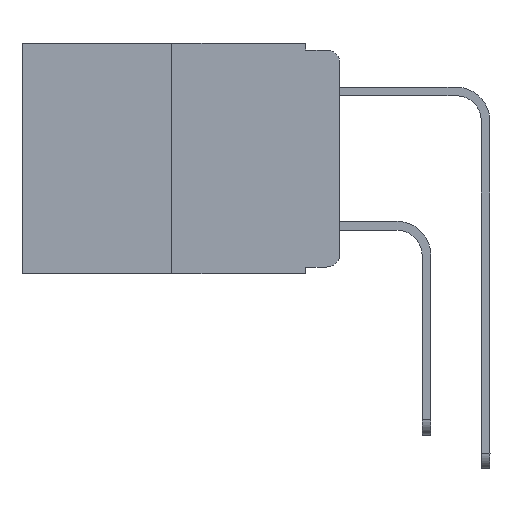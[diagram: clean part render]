
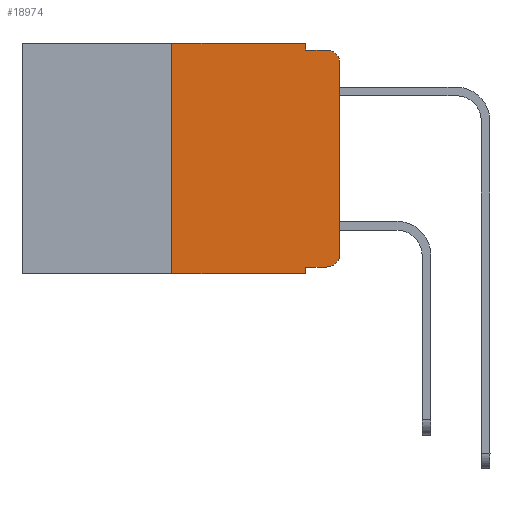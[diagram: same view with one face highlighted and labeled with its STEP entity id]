
A CAD part, left-side view. The second image highlights one B-rep face of the part: STEP entity #18974.
In plain terms, the highlighted planar face has unit normal (-1, 0, 0).
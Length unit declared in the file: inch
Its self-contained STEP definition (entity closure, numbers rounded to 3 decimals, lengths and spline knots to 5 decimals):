
#61 = EDGE_CURVE ( 'NONE', #16316, #19077, #577, .T. ) ;
#337 = ORIENTED_EDGE ( 'NONE', *, *, #61, .F. ) ;
#508 = ORIENTED_EDGE ( 'NONE', *, *, #8033, .F. ) ;
#553 = VECTOR ( 'NONE', #7642, 39.37008 ) ;
#577 = LINE ( 'NONE', #15803, #6569 ) ;
#1696 = PLANE ( 'NONE',  #9991 ) ;
#1715 = LINE ( 'NONE', #16545, #553 ) ;
#1801 = ORIENTED_EDGE ( 'NONE', *, *, #2181, .T. ) ;
#2079 = CARTESIAN_POINT ( 'NONE',  ( 0., 0.051, 0. ) ) ;
#2181 = EDGE_CURVE ( 'NONE', #10447, #5384, #1715, .T. ) ;
#2322 = LINE ( 'NONE', #8251, #15389 ) ;
#2439 = AXIS2_PLACEMENT_3D ( 'NONE', #9999, #8717, #10288 ) ;
#2773 = FACE_OUTER_BOUND ( 'NONE', #15775, .T. ) ;
#2856 = CARTESIAN_POINT ( 'NONE',  ( 0., 0.25, 0. ) ) ;
#3084 = ORIENTED_EDGE ( 'NONE', *, *, #18154, .F. ) ;
#3912 = EDGE_CURVE ( 'NONE', #13688, #16316, #10069, .T. ) ;
#4325 = DIRECTION ( 'NONE',  ( 0., -1., 0. ) ) ;
#5384 = VERTEX_POINT ( 'NONE', #12523 ) ;
#5400 = VECTOR ( 'NONE', #8958, 39.37008 ) ;
#5624 = VERTEX_POINT ( 'NONE', #13290 ) ;
#5720 = ORIENTED_EDGE ( 'NONE', *, *, #9292, .F. ) ;
#5821 = ORIENTED_EDGE ( 'NONE', *, *, #14045, .T. ) ;
#6239 = VECTOR ( 'NONE', #7795, 39.37008 ) ;
#6350 = LINE ( 'NONE', #13486, #6239 ) ;
#6521 = ORIENTED_EDGE ( 'NONE', *, *, #7068, .T. ) ;
#6569 = VECTOR ( 'NONE', #18740, 39.37008 ) ;
#6833 = EDGE_CURVE ( 'NONE', #15647, #5624, #13556, .T. ) ;
#7068 = EDGE_CURVE ( 'NONE', #13688, #13008, #7344, .T. ) ;
#7144 = DIRECTION ( 'NONE',  ( -1., 0., 0. ) ) ;
#7344 = LINE ( 'NONE', #10552, #10413 ) ;
#7627 = DIRECTION ( 'NONE',  ( 1., 0., 0. ) ) ;
#7630 = EDGE_CURVE ( 'NONE', #11621, #15647, #2322, .T. ) ;
#7642 = DIRECTION ( 'NONE',  ( 0., -1., 0. ) ) ;
#7787 = LINE ( 'NONE', #18356, #9093 ) ;
#7795 = DIRECTION ( 'NONE',  ( 0., -1., 0. ) ) ;
#8033 = EDGE_CURVE ( 'NONE', #19077, #9074, #7787, .T. ) ;
#8251 = CARTESIAN_POINT ( 'NONE',  ( 0., 0., 0. ) ) ;
#8717 = DIRECTION ( 'NONE',  ( -1., 0., 0. ) ) ;
#8845 = ORIENTED_EDGE ( 'NONE', *, *, #6833, .T. ) ;
#8958 = DIRECTION ( 'NONE',  ( 0., 0., -1. ) ) ;
#9009 = CARTESIAN_POINT ( 'NONE',  ( 0., 0., -0.313 ) ) ;
#9074 = VERTEX_POINT ( 'NONE', #9761 ) ;
#9093 = VECTOR ( 'NONE', #16778, 39.37008 ) ;
#9292 = EDGE_CURVE ( 'NONE', #10447, #13008, #14744, .T. ) ;
#9495 = CARTESIAN_POINT ( 'NONE',  ( 0., 0., -0.03 ) ) ;
#9761 = CARTESIAN_POINT ( 'NONE',  ( 0., 0.051, -0.01 ) ) ;
#9849 = CARTESIAN_POINT ( 'NONE',  ( 0., 0.051, -0.343 ) ) ;
#9991 = AXIS2_PLACEMENT_3D ( 'NONE', #10462, #7627, #14964 ) ;
#9999 = CARTESIAN_POINT ( 'NONE',  ( 0., 0.02, -0.313 ) ) ;
#10069 = LINE ( 'NONE', #2856, #10583 ) ;
#10203 = CIRCLE ( 'NONE', #2439, 0.02 ) ;
#10288 = DIRECTION ( 'NONE',  ( 0., 0., -1. ) ) ;
#10413 = VECTOR ( 'NONE', #4325, 39.37008 ) ;
#10447 = VERTEX_POINT ( 'NONE', #15663 ) ;
#10462 = CARTESIAN_POINT ( 'NONE',  ( 0., 0.473, 0. ) ) ;
#10552 = CARTESIAN_POINT ( 'NONE',  ( 0., 0.473, -0.343 ) ) ;
#10583 = VECTOR ( 'NONE', #16119, 39.37008 ) ;
#10610 = ORIENTED_EDGE ( 'NONE', *, *, #3912, .F. ) ;
#10738 = AXIS2_PLACEMENT_3D ( 'NONE', #11748, #7144, #16040 ) ;
#11621 = VERTEX_POINT ( 'NONE', #9009 ) ;
#11632 = CARTESIAN_POINT ( 'NONE',  ( 0., 0.051, 0. ) ) ;
#11748 = CARTESIAN_POINT ( 'NONE',  ( 0., 0.02, -0.03 ) ) ;
#12482 = DIRECTION ( 'NONE',  ( 0., 0., 1. ) ) ;
#12523 = CARTESIAN_POINT ( 'NONE',  ( 0., 0.02, -0.333 ) ) ;
#13008 = VERTEX_POINT ( 'NONE', #9849 ) ;
#13290 = CARTESIAN_POINT ( 'NONE',  ( 0., 0.02, -0.01 ) ) ;
#13486 = CARTESIAN_POINT ( 'NONE',  ( 0., 0.051, -0.01 ) ) ;
#13556 = CIRCLE ( 'NONE', #10738, 0.02 ) ;
#13688 = VERTEX_POINT ( 'NONE', #19031 ) ;
#14045 = EDGE_CURVE ( 'NONE', #5384, #11621, #10203, .T. ) ;
#14744 = LINE ( 'NONE', #11632, #5400 ) ;
#14964 = DIRECTION ( 'NONE',  ( 0., 0., -1. ) ) ;
#15389 = VECTOR ( 'NONE', #12482, 39.37008 ) ;
#15647 = VERTEX_POINT ( 'NONE', #9495 ) ;
#15663 = CARTESIAN_POINT ( 'NONE',  ( 0., 0.051, -0.333 ) ) ;
#15775 = EDGE_LOOP ( 'NONE', ( #18275, #8845, #3084, #508, #337, #10610, #6521, #5720, #1801, #5821 ) ) ;
#15803 = CARTESIAN_POINT ( 'NONE',  ( 0., 0.473, 0. ) ) ;
#16040 = DIRECTION ( 'NONE',  ( 0., 0., -1. ) ) ;
#16119 = DIRECTION ( 'NONE',  ( 0., 0., 1. ) ) ;
#16316 = VERTEX_POINT ( 'NONE', #17057 ) ;
#16545 = CARTESIAN_POINT ( 'NONE',  ( 0., 0.051, -0.333 ) ) ;
#16778 = DIRECTION ( 'NONE',  ( 0., 0., -1. ) ) ;
#17057 = CARTESIAN_POINT ( 'NONE',  ( 0., 0.25, 0. ) ) ;
#18154 = EDGE_CURVE ( 'NONE', #9074, #5624, #6350, .T. ) ;
#18275 = ORIENTED_EDGE ( 'NONE', *, *, #7630, .T. ) ;
#18356 = CARTESIAN_POINT ( 'NONE',  ( 0., 0.051, 0. ) ) ;
#18740 = DIRECTION ( 'NONE',  ( 0., -1., 0. ) ) ;
#18974 = ADVANCED_FACE ( 'NONE', ( #2773 ), #1696, .F. ) ;
#19031 = CARTESIAN_POINT ( 'NONE',  ( 0., 0.25, -0.343 ) ) ;
#19077 = VERTEX_POINT ( 'NONE', #2079 ) ;
